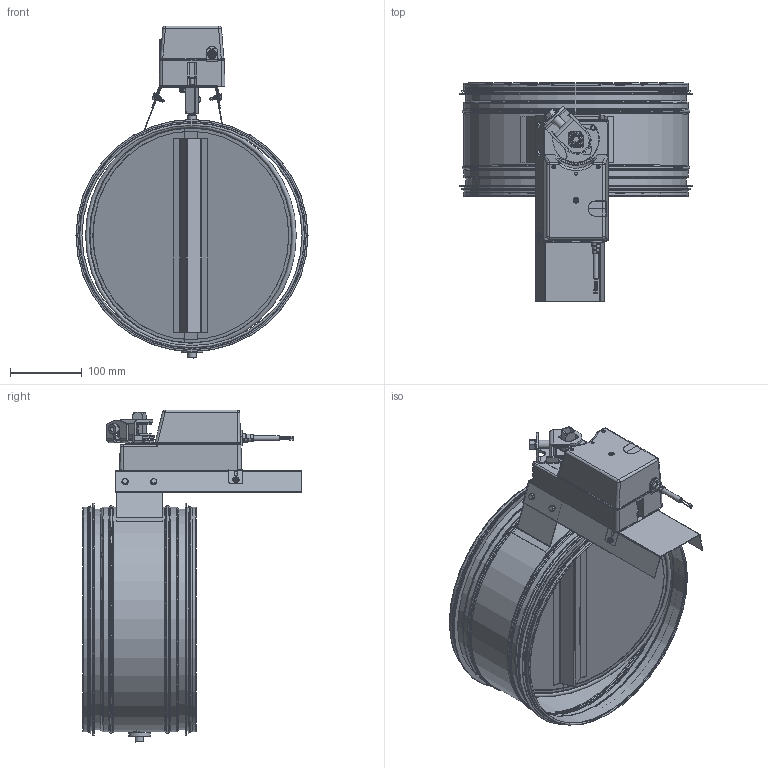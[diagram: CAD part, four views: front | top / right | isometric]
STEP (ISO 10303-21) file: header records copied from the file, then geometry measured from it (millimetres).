
FILE_DESCRIPTION((''),'2;1');
FILE_NAME('HISC-ES-230-315.stp','2014-06-18T15:00:06',(''),(''),'Autodesk Inventor 2013','Autodesk Inventor 2013','');
FILE_SCHEMA(('AUTOMOTIVE_DESIGN { 1 2 10303 214 0 1 1 1 }'));
Length unit declared in the file: millimetre
Products named in the file (21): HISC-ES-230-315; HISochHISC_Rör-08; 999008; Spjällhylla_HISC-E-HIS-E-315; SpjällaxelKort; BlindnitmutterM5; Cellgummi; Starlock; 116024; Borrskruv_4,2x13; SpjällaxelKort_250-315; Cellgummi_1; Stödprofil-270; Spjällaxel-120; HMH-315-L260; 999317; 90242___8_13-mattssons; Borrskruv_4,2x9,5; FästeSpjällmotorSmå-315; G-list-315; ASM124F120
Assembly tree (29 placements, depth 2):
  HISC-ES-230-315
    HISochHISC_Rör-08
    999008  x2
    Spjällhylla_HISC-E-HIS-E-315
    SpjällaxelKort
    BlindnitmutterM5
    Cellgummi
    Starlock  x2
    116024
    Borrskruv_4,2x13  x4
    SpjällaxelKort_250-315
    Cellgummi_1
    Stödprofil-270
    Spjällaxel-120
    HMH-315-L260
    999317
    90242___8_13-mattssons  x4
    Borrskruv_4,2x9,5  x2
    FästeSpjällmotorSmå-315
    G-list-315
    ASM124F120
Bounding box: 324.25 x 305 x 463.8 mm (x, y, z)
Volume: 330172.7 mm3; surface area: 916129.2 mm2
Topology: 28 solids, 94 shells, 1757 faces, 5292 edges, 3625 vertices
Faces by surface type: plane 628, cylinder 565, cone 421, torus 79, bspline 57, sphere 7
Full cylindrical faces by diameter (mm): 1 x2, 3.291 x28, 4 x4, 4.2 x24, 4.567 x1, 5 x2, 5.1 x2, 5.2 x1, 6 x1, 6.75 x1, 7 x1, 7.1 x2, 8.4 x2, 8.8 x4, 10 x2, 11.7 x2, 12 x3, 21 x2, 22 x2, 30 x2, 291.191 x2, 300 x1, 302 x1, 307.45 x1, 307.61 x1, 308.45 x1, 308.61 x1, 310.25 x2, 312.85 x11, 313.85 x5
Entity records: 49192 total; most frequent: CARTESIAN_POINT 13839, DIRECTION 7196, ORIENTED_EDGE 6067, EDGE_CURVE 3815, VERTEX_POINT 2850, AXIS2_PLACEMENT_3D 2597, VECTOR 2002, LINE 2002
